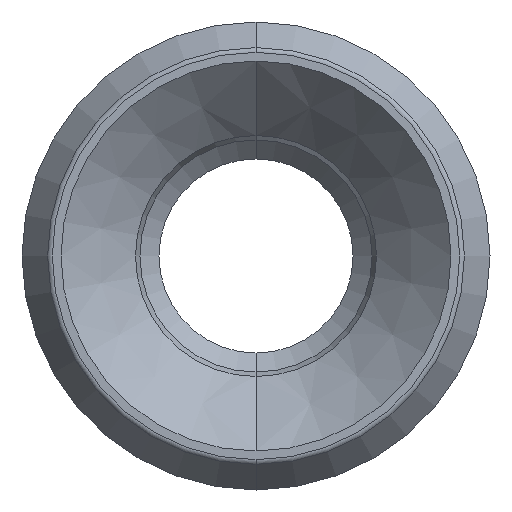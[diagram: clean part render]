
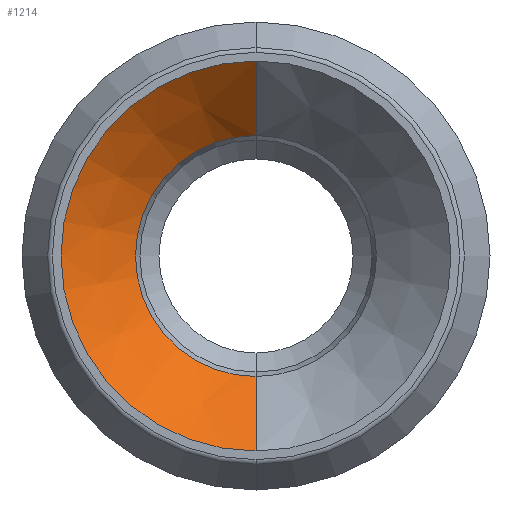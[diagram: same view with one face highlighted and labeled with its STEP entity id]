
A CAD part, front view. The second image highlights one B-rep face of the part: STEP entity #1214.
In plain terms, the highlighted conical face has half-angle 45 degrees and reference radius 10.25 mm.
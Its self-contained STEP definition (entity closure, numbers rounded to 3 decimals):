
#8 = VERTEX_POINT ( 'NONE', #875 ) ;
#74 = EDGE_LOOP ( 'NONE', ( #117, #977, #779, #1143 ) ) ;
#117 = ORIENTED_EDGE ( 'NONE', *, *, #1136, .T. ) ;
#138 = CARTESIAN_POINT ( 'NONE',  ( 0., -11.85, 0. ) ) ;
#147 = EDGE_CURVE ( 'NONE', #8, #1114, #1456, .T. ) ;
#171 = DIRECTION ( 'NONE',  ( 0., -1., 0. ) ) ;
#195 = FACE_OUTER_BOUND ( 'NONE', #74, .T. ) ;
#353 = DIRECTION ( 'NONE',  ( 0., 1., 0. ) ) ;
#370 = DIRECTION ( 'NONE',  ( 0., 1., 0. ) ) ;
#594 = VERTEX_POINT ( 'NONE', #1265 ) ;
#635 = AXIS2_PLACEMENT_3D ( 'NONE', #1088, #171, #718 ) ;
#651 = CARTESIAN_POINT ( 'NONE',  ( 0., -11.85, 10.25 ) ) ;
#718 = DIRECTION ( 'NONE',  ( 0., 0., -1. ) ) ;
#728 = AXIS2_PLACEMENT_3D ( 'NONE', #1469, #353, #1422 ) ;
#775 = CARTESIAN_POINT ( 'NONE',  ( 0., -11.85, -10.25 ) ) ;
#779 = ORIENTED_EDGE ( 'NONE', *, *, #147, .F. ) ;
#800 = CARTESIAN_POINT ( 'NONE',  ( 0., -7.934, 6.334 ) ) ;
#811 = CARTESIAN_POINT ( 'NONE',  ( 0., -11.85, 10.25 ) ) ;
#831 = DIRECTION ( 'NONE',  ( 0., -0.707, 0.707 ) ) ;
#833 = DIRECTION ( 'NONE',  ( 0., -0.707, -0.707 ) ) ;
#875 = CARTESIAN_POINT ( 'NONE',  ( 0., -11.85, -10.25 ) ) ;
#893 = VECTOR ( 'NONE', #831, 1000. ) ;
#977 = ORIENTED_EDGE ( 'NONE', *, *, #1346, .T. ) ;
#1024 = VECTOR ( 'NONE', #833, 1000. ) ;
#1046 = AXIS2_PLACEMENT_3D ( 'NONE', #138, #370, #1207 ) ;
#1088 = CARTESIAN_POINT ( 'NONE',  ( 0., -11.85, 0. ) ) ;
#1114 = VERTEX_POINT ( 'NONE', #651 ) ;
#1136 = EDGE_CURVE ( 'NONE', #594, #1349, #1472, .T. ) ;
#1143 = ORIENTED_EDGE ( 'NONE', *, *, #1354, .F. ) ;
#1207 = DIRECTION ( 'NONE',  ( 0., 0., 1. ) ) ;
#1214 = ADVANCED_FACE ( 'NONE', ( #195 ), #1375, .F. ) ;
#1265 = CARTESIAN_POINT ( 'NONE',  ( 0., -7.934, -6.334 ) ) ;
#1346 = EDGE_CURVE ( 'NONE', #1349, #1114, #1522, .T. ) ;
#1349 = VERTEX_POINT ( 'NONE', #800 ) ;
#1354 = EDGE_CURVE ( 'NONE', #594, #8, #1540, .T. ) ;
#1375 = CONICAL_SURFACE ( 'NONE', #635, 10.25, 0.785 ) ;
#1422 = DIRECTION ( 'NONE',  ( 0., 0., 1. ) ) ;
#1456 = CIRCLE ( 'NONE', #1046, 10.25 ) ;
#1469 = CARTESIAN_POINT ( 'NONE',  ( 0., -7.934, 0. ) ) ;
#1472 = CIRCLE ( 'NONE', #728, 6.334 ) ;
#1522 = LINE ( 'NONE', #811, #893 ) ;
#1540 = LINE ( 'NONE', #775, #1024 ) ;
